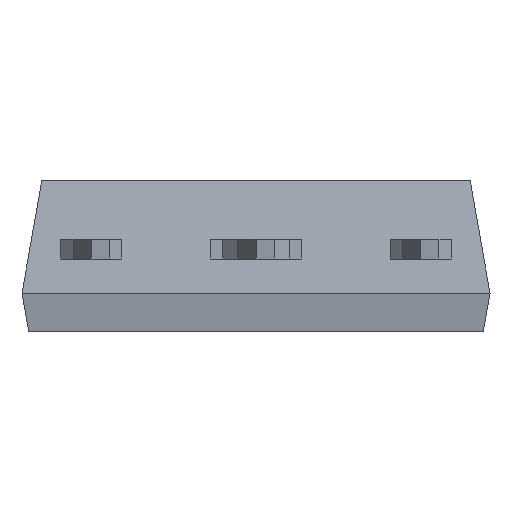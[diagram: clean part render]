
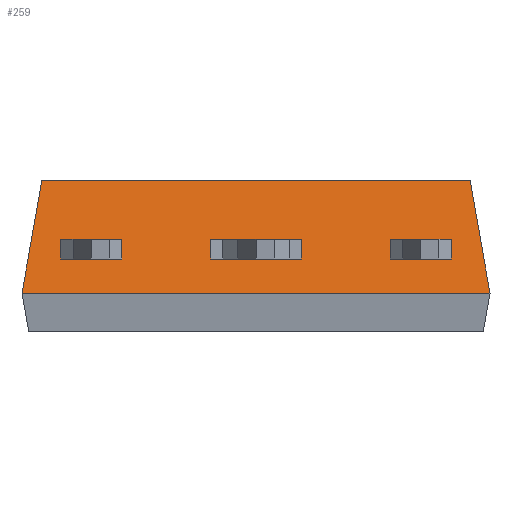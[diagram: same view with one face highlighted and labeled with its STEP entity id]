
A CAD part, front view. The second image highlights one B-rep face of the part: STEP entity #259.
In plain terms, the highlighted planar face has unit normal (0, -0.985, 0.174).
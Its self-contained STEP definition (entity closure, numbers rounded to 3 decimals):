
#35 = CARTESIAN_POINT ( 'NONE',  ( -7.75, -9.761, 1.78 ) ) ;
#60 = CARTESIAN_POINT ( 'NONE',  ( 7.75, -10.075, 0. ) ) ;
#92 = PLANE ( 'NONE',  #5082 ) ;
#132 = LINE ( 'NONE', #3760, #2702 ) ;
#148 = LINE ( 'NONE', #1185, #5635 ) ;
#165 = VECTOR ( 'NONE', #5146, 1000. ) ;
#180 = CARTESIAN_POINT ( 'NONE',  ( 4.45, -9.876, 1.13 ) ) ;
#212 = EDGE_CURVE ( 'NONE', #2455, #1568, #3451, .T. ) ;
#224 = DIRECTION ( 'NONE',  ( 0., -0.174, -0.985 ) ) ;
#240 = VERTEX_POINT ( 'NONE', #2504 ) ;
#249 = LINE ( 'NONE', #4773, #1314 ) ;
#251 = EDGE_CURVE ( 'NONE', #1568, #2728, #5150, .T. ) ;
#259 = ADVANCED_FACE ( 'NONE', ( #1058, #4312, #5663, #2022 ), #92, .T. ) ;
#287 = VECTOR ( 'NONE', #4364, 1000. ) ;
#333 = LINE ( 'NONE', #5765, #681 ) ;
#367 = ORIENTED_EDGE ( 'NONE', *, *, #728, .T. ) ;
#395 = VERTEX_POINT ( 'NONE', #3509 ) ;
#406 = LINE ( 'NONE', #5905, #2361 ) ;
#487 = VECTOR ( 'NONE', #2903, 1000. ) ;
#534 = DIRECTION ( 'NONE',  ( 1., 0., 0. ) ) ;
#651 = EDGE_CURVE ( 'NONE', #4120, #4053, #3834, .T. ) ;
#681 = VECTOR ( 'NONE', #5379, 1000. ) ;
#687 = CARTESIAN_POINT ( 'NONE',  ( -1.5, -9.761, 1.78 ) ) ;
#695 = DIRECTION ( 'NONE',  ( -1., 0., 0. ) ) ;
#728 = EDGE_CURVE ( 'NONE', #2486, #4053, #2919, .T. ) ;
#743 = VERTEX_POINT ( 'NONE', #1043 ) ;
#758 = EDGE_CURVE ( 'NONE', #1974, #2486, #5640, .T. ) ;
#854 = DIRECTION ( 'NONE',  ( 0., 0.174, 0.985 ) ) ;
#858 = ORIENTED_EDGE ( 'NONE', *, *, #212, .T. ) ;
#992 = DIRECTION ( 'NONE',  ( -1., 0., 0. ) ) ;
#1020 = DIRECTION ( 'NONE',  ( 0.171, -0.171, -0.97 ) ) ;
#1041 = VECTOR ( 'NONE', #854, 1000. ) ;
#1043 = CARTESIAN_POINT ( 'NONE',  ( -6.47, -9.876, 1.13 ) ) ;
#1058 = FACE_BOUND ( 'NONE', #1584, .T. ) ;
#1088 = VECTOR ( 'NONE', #534, 1000. ) ;
#1120 = LINE ( 'NONE', #4608, #3398 ) ;
#1185 = CARTESIAN_POINT ( 'NONE',  ( -6.47, -10.075, 0. ) ) ;
#1302 = EDGE_CURVE ( 'NONE', #240, #743, #1120, .T. ) ;
#1308 = CARTESIAN_POINT ( 'NONE',  ( 6.47, -9.761, 1.78 ) ) ;
#1314 = VECTOR ( 'NONE', #2560, 1000. ) ;
#1339 = CARTESIAN_POINT ( 'NONE',  ( -7.092, -9.417, 3.73 ) ) ;
#1491 = ORIENTED_EDGE ( 'NONE', *, *, #4651, .T. ) ;
#1518 = DIRECTION ( 'NONE',  ( -0.171, -0.171, -0.97 ) ) ;
#1538 = ORIENTED_EDGE ( 'NONE', *, *, #651, .F. ) ;
#1568 = VERTEX_POINT ( 'NONE', #687 ) ;
#1580 = DIRECTION ( 'NONE',  ( 0., -0.174, -0.985 ) ) ;
#1584 = EDGE_LOOP ( 'NONE', ( #4751, #3107, #4540, #3526 ) ) ;
#1596 = CARTESIAN_POINT ( 'NONE',  ( -7.75, -9.761, 1.78 ) ) ;
#1694 = CARTESIAN_POINT ( 'NONE',  ( 4.45, -9.761, 1.78 ) ) ;
#1793 = VECTOR ( 'NONE', #992, 1000. ) ;
#1814 = LINE ( 'NONE', #35, #3845 ) ;
#1917 = VERTEX_POINT ( 'NONE', #3516 ) ;
#1949 = VERTEX_POINT ( 'NONE', #1308 ) ;
#1974 = VERTEX_POINT ( 'NONE', #1339 ) ;
#1982 = CARTESIAN_POINT ( 'NONE',  ( -7.75, -9.876, 1.13 ) ) ;
#2016 = LINE ( 'NONE', #3385, #165 ) ;
#2022 = FACE_OUTER_BOUND ( 'NONE', #5145, .T. ) ;
#2051 = DIRECTION ( 'NONE',  ( 0., 0.174, 0.985 ) ) ;
#2054 = EDGE_CURVE ( 'NONE', #2549, #240, #132, .T. ) ;
#2111 = VERTEX_POINT ( 'NONE', #1694 ) ;
#2291 = EDGE_CURVE ( 'NONE', #2111, #1949, #1814, .T. ) ;
#2361 = VECTOR ( 'NONE', #3179, 1000. ) ;
#2399 = CARTESIAN_POINT ( 'NONE',  ( 7.16, -9.485, 3.345 ) ) ;
#2400 = CARTESIAN_POINT ( 'NONE',  ( 7.092, -9.417, 3.73 ) ) ;
#2409 = EDGE_CURVE ( 'NONE', #1917, #2549, #5614, .T. ) ;
#2455 = VERTEX_POINT ( 'NONE', #3831 ) ;
#2486 = VERTEX_POINT ( 'NONE', #4298 ) ;
#2504 = CARTESIAN_POINT ( 'NONE',  ( -4.45, -9.876, 1.13 ) ) ;
#2527 = VECTOR ( 'NONE', #1518, 1000. ) ;
#2549 = VERTEX_POINT ( 'NONE', #3473 ) ;
#2560 = DIRECTION ( 'NONE',  ( 0., -0.174, -0.985 ) ) ;
#2702 = VECTOR ( 'NONE', #1580, 1000. ) ;
#2724 = ORIENTED_EDGE ( 'NONE', *, *, #4862, .T. ) ;
#2728 = VERTEX_POINT ( 'NONE', #4796 ) ;
#2846 = CARTESIAN_POINT ( 'NONE',  ( -7.75, -10.075, 0. ) ) ;
#2864 = LINE ( 'NONE', #1982, #1793 ) ;
#2903 = DIRECTION ( 'NONE',  ( 1., 0., 0. ) ) ;
#2919 = LINE ( 'NONE', #3823, #1088 ) ;
#3001 = DIRECTION ( 'NONE',  ( 0., 0.174, 0.985 ) ) ;
#3107 = ORIENTED_EDGE ( 'NONE', *, *, #3941, .T. ) ;
#3133 = EDGE_LOOP ( 'NONE', ( #3447, #858, #3478, #2724 ) ) ;
#3151 = LINE ( 'NONE', #3263, #1041 ) ;
#3179 = DIRECTION ( 'NONE',  ( 1., 0., 0. ) ) ;
#3218 = VERTEX_POINT ( 'NONE', #3610 ) ;
#3263 = CARTESIAN_POINT ( 'NONE',  ( 4.45, -10.075, 0. ) ) ;
#3344 = CARTESIAN_POINT ( 'NONE',  ( -7.75, -9.761, 1.78 ) ) ;
#3385 = CARTESIAN_POINT ( 'NONE',  ( 6.47, -10.075, 0. ) ) ;
#3398 = VECTOR ( 'NONE', #695, 1000. ) ;
#3418 = CARTESIAN_POINT ( 'NONE',  ( -1.5, -10.075, 0. ) ) ;
#3447 = ORIENTED_EDGE ( 'NONE', *, *, #3794, .T. ) ;
#3451 = LINE ( 'NONE', #3418, #3569 ) ;
#3473 = CARTESIAN_POINT ( 'NONE',  ( -4.45, -9.761, 1.78 ) ) ;
#3478 = ORIENTED_EDGE ( 'NONE', *, *, #251, .T. ) ;
#3509 = CARTESIAN_POINT ( 'NONE',  ( 6.47, -9.876, 1.13 ) ) ;
#3516 = CARTESIAN_POINT ( 'NONE',  ( -6.47, -9.761, 1.78 ) ) ;
#3526 = ORIENTED_EDGE ( 'NONE', *, *, #2291, .T. ) ;
#3569 = VECTOR ( 'NONE', #3001, 1000. ) ;
#3610 = CARTESIAN_POINT ( 'NONE',  ( 1.5, -9.876, 1.13 ) ) ;
#3678 = EDGE_CURVE ( 'NONE', #1974, #4120, #406, .T. ) ;
#3760 = CARTESIAN_POINT ( 'NONE',  ( -4.45, -10.075, 0. ) ) ;
#3779 = CARTESIAN_POINT ( 'NONE',  ( -7.75, -10.075, 0. ) ) ;
#3794 = EDGE_CURVE ( 'NONE', #3218, #2455, #2864, .T. ) ;
#3823 = CARTESIAN_POINT ( 'NONE',  ( -7.75, -10.075, 0. ) ) ;
#3831 = CARTESIAN_POINT ( 'NONE',  ( -1.5, -9.876, 1.13 ) ) ;
#3834 = LINE ( 'NONE', #2399, #5469 ) ;
#3845 = VECTOR ( 'NONE', #5485, 1000. ) ;
#3941 = EDGE_CURVE ( 'NONE', #395, #5102, #333, .T. ) ;
#4053 = VERTEX_POINT ( 'NONE', #60 ) ;
#4120 = VERTEX_POINT ( 'NONE', #2400 ) ;
#4298 = CARTESIAN_POINT ( 'NONE',  ( -7.75, -10.075, 0. ) ) ;
#4312 = FACE_BOUND ( 'NONE', #3133, .T. ) ;
#4364 = DIRECTION ( 'NONE',  ( 1., 0., 0. ) ) ;
#4508 = EDGE_LOOP ( 'NONE', ( #4556, #1491, #5381, #5584 ) ) ;
#4537 = ORIENTED_EDGE ( 'NONE', *, *, #3678, .F. ) ;
#4540 = ORIENTED_EDGE ( 'NONE', *, *, #5503, .T. ) ;
#4556 = ORIENTED_EDGE ( 'NONE', *, *, #1302, .T. ) ;
#4608 = CARTESIAN_POINT ( 'NONE',  ( -7.75, -9.876, 1.13 ) ) ;
#4651 = EDGE_CURVE ( 'NONE', #743, #1917, #148, .T. ) ;
#4748 = DIRECTION ( 'NONE',  ( 0., -0.985, 0.174 ) ) ;
#4751 = ORIENTED_EDGE ( 'NONE', *, *, #5140, .T. ) ;
#4773 = CARTESIAN_POINT ( 'NONE',  ( 1.5, -10.075, 0. ) ) ;
#4796 = CARTESIAN_POINT ( 'NONE',  ( 1.5, -9.761, 1.78 ) ) ;
#4862 = EDGE_CURVE ( 'NONE', #2728, #3218, #249, .T. ) ;
#5082 = AXIS2_PLACEMENT_3D ( 'NONE', #3779, #4748, #224 ) ;
#5102 = VERTEX_POINT ( 'NONE', #180 ) ;
#5140 = EDGE_CURVE ( 'NONE', #1949, #395, #2016, .T. ) ;
#5145 = EDGE_LOOP ( 'NONE', ( #367, #1538, #4537, #5305 ) ) ;
#5146 = DIRECTION ( 'NONE',  ( 0., -0.174, -0.985 ) ) ;
#5150 = LINE ( 'NONE', #1596, #487 ) ;
#5305 = ORIENTED_EDGE ( 'NONE', *, *, #758, .T. ) ;
#5379 = DIRECTION ( 'NONE',  ( -1., 0., 0. ) ) ;
#5381 = ORIENTED_EDGE ( 'NONE', *, *, #2409, .T. ) ;
#5469 = VECTOR ( 'NONE', #1020, 1000. ) ;
#5485 = DIRECTION ( 'NONE',  ( 1., 0., 0. ) ) ;
#5503 = EDGE_CURVE ( 'NONE', #5102, #2111, #3151, .T. ) ;
#5584 = ORIENTED_EDGE ( 'NONE', *, *, #2054, .T. ) ;
#5614 = LINE ( 'NONE', #3344, #287 ) ;
#5635 = VECTOR ( 'NONE', #2051, 1000. ) ;
#5640 = LINE ( 'NONE', #2846, #2527 ) ;
#5663 = FACE_BOUND ( 'NONE', #4508, .T. ) ;
#5765 = CARTESIAN_POINT ( 'NONE',  ( -7.75, -9.876, 1.13 ) ) ;
#5905 = CARTESIAN_POINT ( 'NONE',  ( -7.75, -9.417, 3.73 ) ) ;
